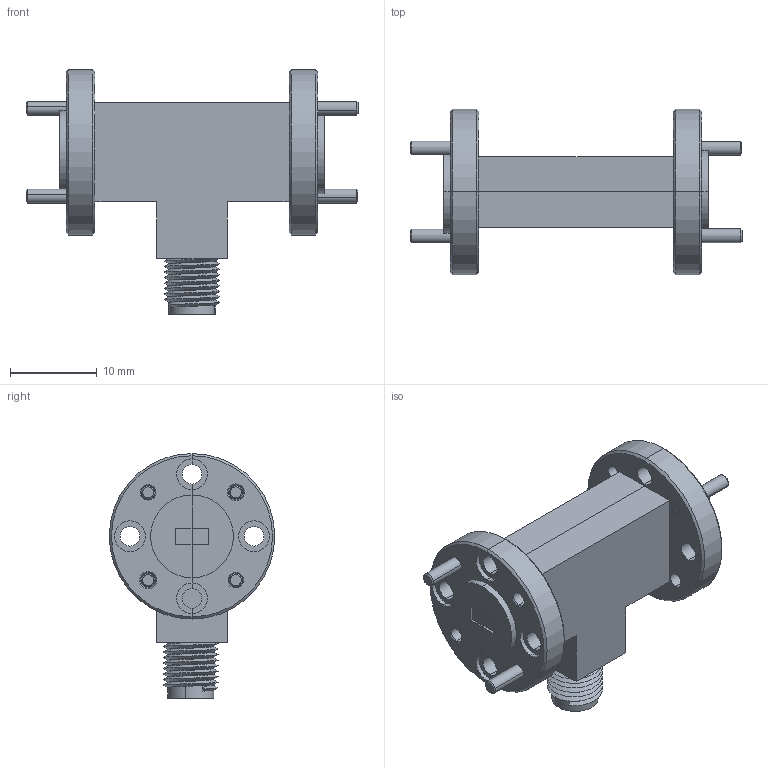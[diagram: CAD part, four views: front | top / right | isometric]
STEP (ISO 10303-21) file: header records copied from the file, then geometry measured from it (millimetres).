
FILE_DESCRIPTION (( 'STEP AP214' ), '1' );
FILE_NAME ('SKA-5037533030-1515-AP1.STEP', '2018-09-12T18:56:52', ( '' ), ( '' ), 'SwSTEP 2.0', 'SolidWorks 2016', '' );
FILE_SCHEMA (( 'AUTOMOTIVE_DESIGN' ));
Length unit declared in the file: inch
Products named in the file (1): SKA-5037533030-1515-AP1
Bounding box: 38.23 x 19.05 x 28.19 mm (x, y, z)
Volume: 4543.9 mm3; surface area: 4814.4 mm2
Topology: 12 solids, 12 shells, 607 faces, 1557 edges, 990 vertices
Faces by surface type: cylinder 349, plane 131, cone 115, bspline 12
Entity records: 32727 total; most frequent: CARTESIAN_POINT 11215, ORIENTED_EDGE 3094, DIRECTION 2559, EDGE_CURVE 1547, VERTEX_POINT 990, AXIS2_PLACEMENT_3D 950, EDGE_LOOP 669, VECTOR 659
